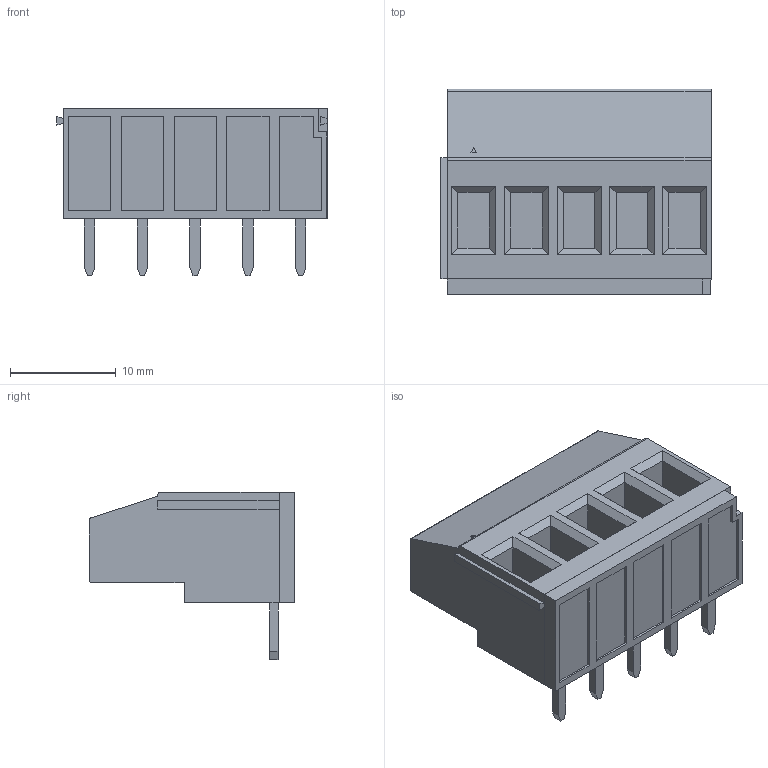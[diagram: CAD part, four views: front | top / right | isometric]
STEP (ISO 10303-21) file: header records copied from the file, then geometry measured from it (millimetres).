
FILE_DESCRIPTION (( 'STEP AP214' ), '1' );
FILE_NAME ('DG129R-5.0-05P-14-00AH.STEP', '2021-01-12T21:03:33', ( '' ), ( '' ), 'SwSTEP 2.0', 'SolidWorks 2020', '' );
FILE_SCHEMA (( 'AUTOMOTIVE_DESIGN' ));
Length unit declared in the file: millimetre
Products named in the file (1): DG129R-5.0-05P-14-00AH
Bounding box: 25.6 x 19.5 x 15.9 mm (x, y, z)
Volume: 3725.9 mm3; surface area: 2908.8 mm2
Topology: 1 solids, 1 shells, 621 faces, 1608 edges, 1051 vertices
Faces by surface type: plane 355, bspline 184, cylinder 49, torus 25, cone 8
Entity records: 32293 total; most frequent: CARTESIAN_POINT 13653, ORIENTED_EDGE 3216, DIRECTION 2292, EDGE_CURVE 1608, VERTEX_POINT 1051, LINE 1044, VECTOR 1044, EDGE_LOOP 683
